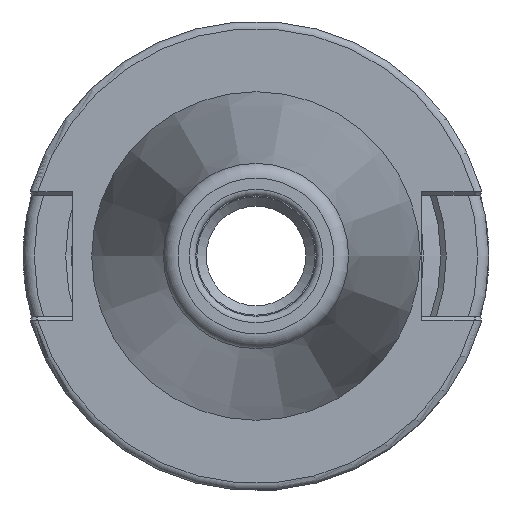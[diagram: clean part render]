
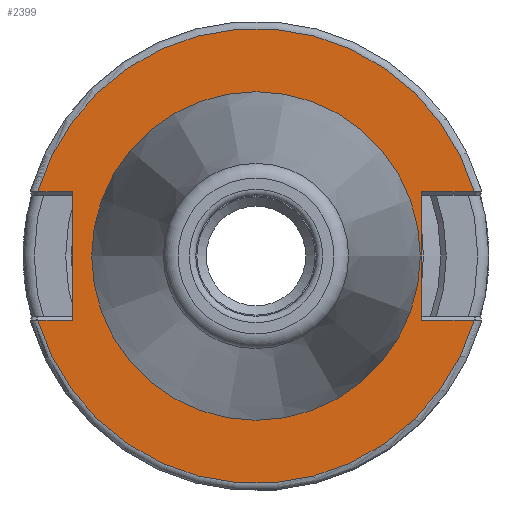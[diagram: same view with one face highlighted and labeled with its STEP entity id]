
A CAD part, left-side view. The second image highlights one B-rep face of the part: STEP entity #2399.
In plain terms, the highlighted planar face has unit normal (-1, 0, 0).
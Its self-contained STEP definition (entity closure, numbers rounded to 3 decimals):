
#155=FACE_BOUND('',#368,.T.);
#170=PLANE('',#2561);
#233=FACE_OUTER_BOUND('',#367,.T.);
#367=EDGE_LOOP('',(#1637,#1638,#1639,#1640,#1641,#1642,#1643,#1644));
#368=EDGE_LOOP('',(#1645,#1646));
#511=LINE('',#3605,#659);
#513=LINE('',#3673,#661);
#514=LINE('',#3675,#662);
#515=LINE('',#3679,#663);
#516=LINE('',#3681,#664);
#517=LINE('',#3682,#665);
#659=VECTOR('',#2839,10.);
#661=VECTOR('',#2857,10.);
#662=VECTOR('',#2858,10.);
#663=VECTOR('',#2861,10.);
#664=VECTOR('',#2862,10.);
#665=VECTOR('',#2863,10.);
#808=CIRCLE('',#2560,30.775);
#809=CIRCLE('',#2562,30.775);
#810=CIRCLE('',#2563,22.225);
#811=CIRCLE('',#2564,22.225);
#959=VERTEX_POINT('',#3598);
#962=VERTEX_POINT('',#3603);
#968=VERTEX_POINT('',#3651);
#970=VERTEX_POINT('',#3672);
#971=VERTEX_POINT('',#3674);
#972=VERTEX_POINT('',#3676);
#973=VERTEX_POINT('',#3678);
#974=VERTEX_POINT('',#3680);
#975=VERTEX_POINT('',#3683);
#976=VERTEX_POINT('',#3684);
#1228=EDGE_CURVE('',#962,#959,#511,.T.);
#1238=EDGE_CURVE('',#959,#968,#808,.T.);
#1241=EDGE_CURVE('',#962,#970,#513,.T.);
#1242=EDGE_CURVE('',#971,#970,#514,.T.);
#1243=EDGE_CURVE('',#972,#971,#809,.T.);
#1244=EDGE_CURVE('',#973,#972,#515,.T.);
#1245=EDGE_CURVE('',#973,#974,#516,.T.);
#1246=EDGE_CURVE('',#968,#974,#517,.T.);
#1247=EDGE_CURVE('',#975,#976,#810,.T.);
#1248=EDGE_CURVE('',#976,#975,#811,.T.);
#1637=ORIENTED_EDGE('',*,*,#1228,.F.);
#1638=ORIENTED_EDGE('',*,*,#1241,.T.);
#1639=ORIENTED_EDGE('',*,*,#1242,.F.);
#1640=ORIENTED_EDGE('',*,*,#1243,.F.);
#1641=ORIENTED_EDGE('',*,*,#1244,.F.);
#1642=ORIENTED_EDGE('',*,*,#1245,.T.);
#1643=ORIENTED_EDGE('',*,*,#1246,.F.);
#1644=ORIENTED_EDGE('',*,*,#1238,.F.);
#1645=ORIENTED_EDGE('',*,*,#1247,.T.);
#1646=ORIENTED_EDGE('',*,*,#1248,.T.);
#2399=ADVANCED_FACE('',(#233,#155),#170,.T.);
#2560=AXIS2_PLACEMENT_3D('',#3652,#2853,#2854);
#2561=AXIS2_PLACEMENT_3D('',#3671,#2855,#2856);
#2562=AXIS2_PLACEMENT_3D('',#3677,#2859,#2860);
#2563=AXIS2_PLACEMENT_3D('',#3685,#2864,#2865);
#2564=AXIS2_PLACEMENT_3D('',#3686,#2866,#2867);
#2839=DIRECTION('',(0.,-1.,0.));
#2853=DIRECTION('center_axis',(1.,0.,0.));
#2854=DIRECTION('ref_axis',(0.,0.,-1.));
#2855=DIRECTION('center_axis',(-1.,0.,0.));
#2856=DIRECTION('ref_axis',(0.,0.,1.));
#2857=DIRECTION('',(0.,0.,1.));
#2858=DIRECTION('',(0.,1.,0.));
#2859=DIRECTION('center_axis',(1.,0.,0.));
#2860=DIRECTION('ref_axis',(0.,0.,-1.));
#2861=DIRECTION('',(0.,1.,0.));
#2862=DIRECTION('',(0.,0.,-1.));
#2863=DIRECTION('',(0.,-1.,0.));
#2864=DIRECTION('center_axis',(1.,0.,0.));
#2865=DIRECTION('ref_axis',(0.,0.,-1.));
#2866=DIRECTION('center_axis',(1.,0.,0.));
#2867=DIRECTION('ref_axis',(0.,0.,-1.));
#3598=CARTESIAN_POINT('',(3.175,-29.523,-8.69));
#3603=CARTESIAN_POINT('',(3.175,-22.41,-8.69));
#3605=CARTESIAN_POINT('',(3.175,-4.878,-8.69));
#3651=CARTESIAN_POINT('',(3.175,29.523,-8.69));
#3652=CARTESIAN_POINT('Origin',(3.175,0.,
0.));
#3671=CARTESIAN_POINT('Origin',(3.175,30.775,0.));
#3672=CARTESIAN_POINT('',(3.175,-22.41,8.69));
#3673=CARTESIAN_POINT('',(3.175,-22.41,-4.095));
#3674=CARTESIAN_POINT('',(3.175,-29.523,8.69));
#3675=CARTESIAN_POINT('',(3.175,4.182,8.69));
#3676=CARTESIAN_POINT('',(3.175,29.523,8.69));
#3677=CARTESIAN_POINT('Origin',(3.175,0.,
0.));
#3678=CARTESIAN_POINT('',(3.175,24.8,8.69));
#3679=CARTESIAN_POINT('',(3.175,32.958,8.69));
#3680=CARTESIAN_POINT('',(3.175,24.8,-8.69));
#3681=CARTESIAN_POINT('',(3.175,24.8,4.095));
#3682=CARTESIAN_POINT('',(3.175,27.787,-8.69));
#3683=CARTESIAN_POINT('',(3.175,22.225,0.));
#3684=CARTESIAN_POINT('',(3.175,-22.225,0.));
#3685=CARTESIAN_POINT('Origin',(3.175,0.,
0.));
#3686=CARTESIAN_POINT('Origin',(3.175,0.,
0.));
